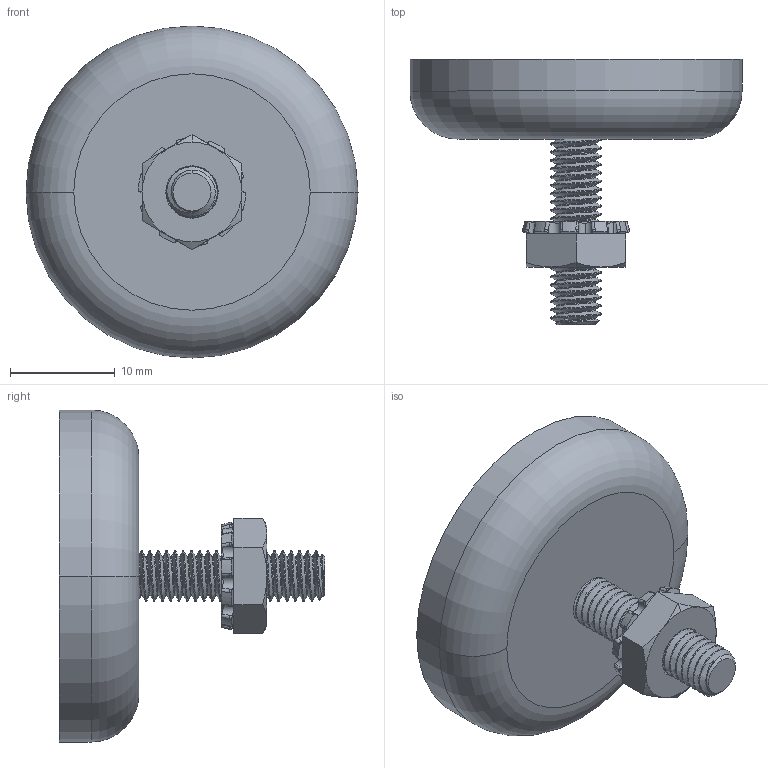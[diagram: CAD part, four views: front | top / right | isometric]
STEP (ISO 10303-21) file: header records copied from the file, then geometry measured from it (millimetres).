
FILE_DESCRIPTION((''),'2;1');
FILE_NAME('216994_ASM','2020-04-13T10:14:17',('PDMAdmin'),('BANNER ENGINEERING'),'CREO PARAMETRIC BY PTC INC, 2019292','CREO PARAMETRIC BY PTC INC, 2019292','');
FILE_SCHEMA(('CONFIG_CONTROL_DESIGN'));
Products named in the file (5): 216310; 216937; 216938; 808851_ASM; 216994_ASM
Assembly tree (4 placements, depth 3):
  216994_ASM
    808851_ASM
      216310
      216937
      216938
Bounding box: 31.75 x 25.4 x 31.75 mm (x, y, z)
Volume: 5395 mm3; surface area: 3354.9 mm2
Topology: 1 solids, 3 shells, 245 faces, 699 edges, 455 vertices
Faces by surface type: cylinder 111, cone 54, plane 52, bspline 26, torus 2
Entity records: 27172 total; most frequent: CARTESIAN_POINT 21353, ORIENTED_EDGE 1364, DIRECTION 941, EDGE_CURVE 697, VERTEX_POINT 455, AXIS2_PLACEMENT_3D 369, B_SPLINE_CURVE_WITH_KNOTS 356, EDGE_LOOP 254
